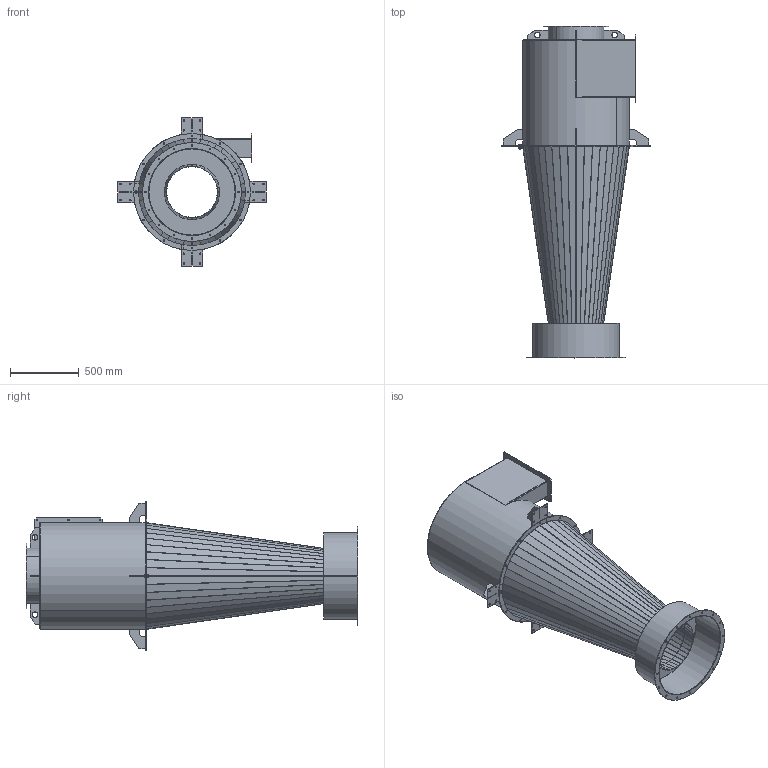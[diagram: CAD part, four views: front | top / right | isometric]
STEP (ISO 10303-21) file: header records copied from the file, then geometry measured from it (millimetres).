
FILE_DESCRIPTION (( 'STEP AP203' ), '1' );
FILE_NAME ('CY0009.STEP', '2023-11-21T12:09:15', ( '' ), ( '' ), 'SwSTEP 2.0', 'SolidWorks 2022', '' );
FILE_SCHEMA (( 'CONFIG_CONTROL_DESIGN' ));
Length unit declared in the file: millimetre
Products named in the file (22): CO-S353-00 - CYCLONE_Výchozí; BOLT JOINT - B+W-W+N_M10x30-X10-W; CO-S352-06 - PART_Výchozí; PRGG-DNXXXX - FLANGE G&G_PRGG-DN630; CY0009; CO-S350-02 - PART_Výchozí; CO-S351-00 - CONE_Výchozí; PRGG-DNXXXX - FLANGE G&G_PRGG-DN400; CO-S351-02 - PART_Výchozí; CO-S351-01 - PART_Výchozí; CO-S352-03 - PART_Výchozí; CO-S350-01 - PART_Výchozí; CO-S352-01 - PART_Výchozí; CO-S351-03 - PART_Výchozí; CO-S352-02 - PART_Výchozí; CO-S350-00 - INPUT_Výchozí; CO-CYGG-280-00 - CW 10-23_Výchozí; CO-S352-05 - PART_Výchozí; CO-S352-04 - PART_Výchozí; PH-D013-03 - FLANGE 140x420_Výchozí; CO-S352-07 - PART_Výchozí; CO-S351-04 - PART_Výchozí
Assembly tree (38 placements, depth 5):
  CY0009
    CO-CYGG-280-00 - CW 10-23_Výchozí
      CO-S353-00 - CYCLONE_Výchozí
        CO-S352-01 - PART_Výchozí
        CO-S352-02 - PART_Výchozí  x4
        CO-S352-03 - PART_Výchozí
        CO-S352-04 - PART_Výchozí
        CO-S352-05 - PART_Výchozí  x4
        CO-S352-06 - PART_Výchozí  x4
        CO-S350-00 - INPUT_Výchozí
          CO-S350-01 - PART_Výchozí
          CO-S350-02 - PART_Výchozí
          PH-D013-03 - FLANGE 140x420_Výchozí  x2
        PRGG-DNXXXX - FLANGE G&G_PRGG-DN400
        CO-S352-07 - PART_Výchozí
      CO-S351-00 - CONE_Výchozí
        CO-S351-01 - PART_Výchozí  x2
        CO-S351-02 - PART_Výchozí
        CO-S351-03 - PART_Výchozí  x4
        CO-S351-04 - PART_Výchozí  x4
        PRGG-DNXXXX - FLANGE G&G_PRGG-DN630
      BOLT JOINT - B+W-W+N_M10x30-X10-W
Bounding box: 1080 x 2420 x 1080 mm (x, y, z)
Volume: 21697900.8 mm3; surface area: 14303045.7 mm2
Topology: 34 solids, 34 shells, 767 faces, 1766 edges, 1072 vertices
Faces by surface type: plane 391, cylinder 304, bspline 72
Entity records: 13248 total; most frequent: CARTESIAN_POINT 2284, DIRECTION 1788, ORIENTED_EDGE 1606, EDGE_CURVE 803, AXIS2_PLACEMENT_3D 654, VERTEX_POINT 502, LINE 480, VECTOR 480
